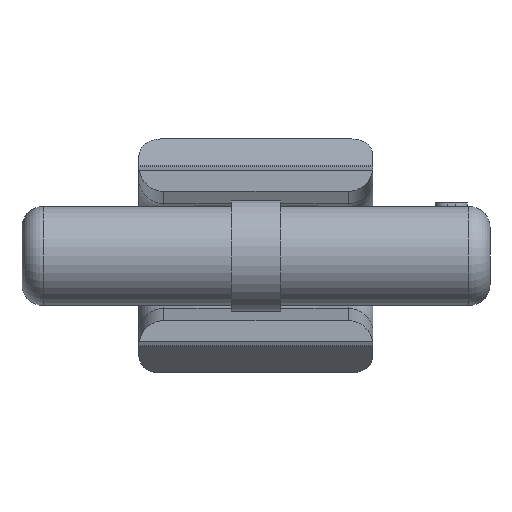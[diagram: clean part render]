
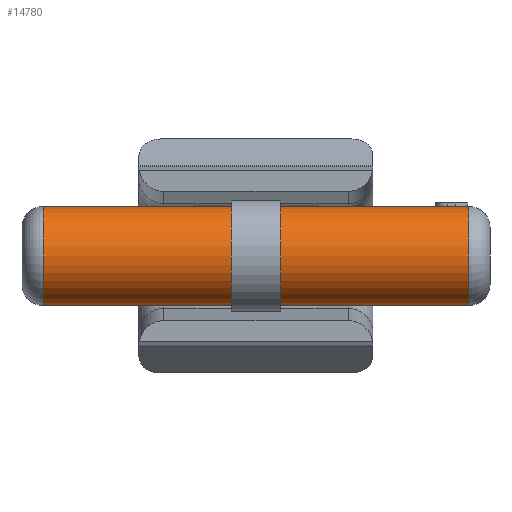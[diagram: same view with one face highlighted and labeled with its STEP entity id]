
A CAD part, front view. The second image highlights one B-rep face of the part: STEP entity #14780.
In plain terms, the highlighted cylindrical face has radius 7 mm (diameter 14 mm), a partial arc.
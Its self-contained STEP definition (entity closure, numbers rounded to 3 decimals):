
#11852=CARTESIAN_POINT('',(30.,-37.25,0.));
#11853=DIRECTION('',(-1.,0.,0.));
#11854=DIRECTION('',(0.,0.,-1.));
#11855=AXIS2_PLACEMENT_3D('',#11852,#11853,#11854);
#11857=DIRECTION('',(1.,0.,0.));
#11858=VECTOR('',#11857,60.);
#11859=CARTESIAN_POINT('',(-30.,-37.25,-7.));
#11860=LINE('',#11859,#11858);
#11861=CARTESIAN_POINT('',(-30.,-37.25,0.));
#11862=DIRECTION('',(-1.,0.,0.));
#11863=DIRECTION('',(0.,0.,-1.));
#11864=AXIS2_PLACEMENT_3D('',#11861,#11862,#11863);
#11866=DIRECTION('',(1.,0.,0.));
#11867=VECTOR('',#11866,60.);
#11868=CARTESIAN_POINT('',(-30.,-37.25,7.));
#11869=LINE('',#11868,#11867);
#12575=CARTESIAN_POINT('',(-30.,-37.25,7.));
#12576=VERTEX_POINT('',#12575);
#12605=CARTESIAN_POINT('',(30.,-37.25,7.));
#12606=VERTEX_POINT('',#12605);
#12635=CARTESIAN_POINT('',(-30.,-37.25,-7.));
#12636=VERTEX_POINT('',#12635);
#12665=CARTESIAN_POINT('',(30.,-37.25,-7.));
#12666=VERTEX_POINT('',#12665);
#14769=CARTESIAN_POINT('',(76.019,-37.25,0.));
#14770=DIRECTION('',(1.,0.,0.));
#14771=DIRECTION('',(0.,0.,1.));
#14772=AXIS2_PLACEMENT_3D('',#14769,#14770,#14771);
#14773=CYLINDRICAL_SURFACE('',#14772,7.);
#14774=ORIENTED_EDGE('',*,*,#14762,.F.);
#14775=ORIENTED_EDGE('',*,*,#13839,.F.);
#14776=ORIENTED_EDGE('',*,*,#14460,.T.);
#14777=ORIENTED_EDGE('',*,*,#12800,.T.);
#14778=EDGE_LOOP('',(#14774,#14775,#14776,#14777));
#14779=FACE_OUTER_BOUND('',#14778,.F.);
#14780=ADVANCED_FACE('',(#14779),#14773,.T.);
#11856=CIRCLE('',#11855,7.);
#11865=CIRCLE('',#11864,7.);
#12800=EDGE_CURVE('',#12576,#12606,#11869,.T.);
#13839=EDGE_CURVE('',#12636,#12666,#11860,.T.);
#14460=EDGE_CURVE('',#12636,#12576,#11865,.T.);
#14762=EDGE_CURVE('',#12666,#12606,#11856,.T.);
